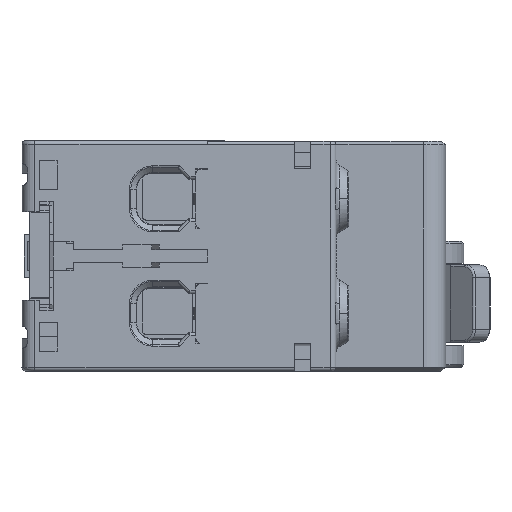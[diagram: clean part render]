
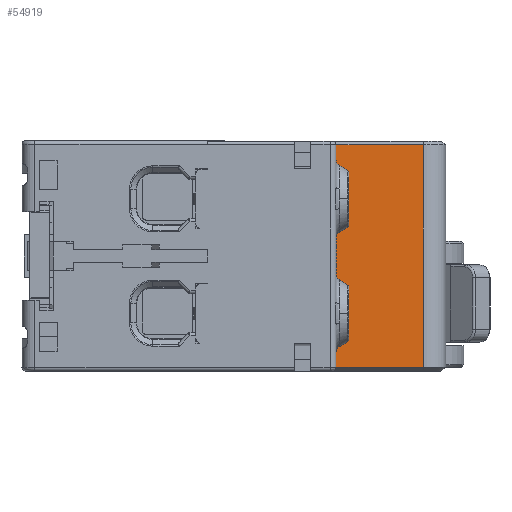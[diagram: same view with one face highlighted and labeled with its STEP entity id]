
A CAD part, left-side view. The second image highlights one B-rep face of the part: STEP entity #54919.
In plain terms, the highlighted planar face has unit normal (-1, 0, 0).
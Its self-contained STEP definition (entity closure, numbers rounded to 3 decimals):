
#15844=DIRECTION('',(0.,0.,1.));
#15845=VECTOR('',#15844,34.67);
#15846=CARTESIAN_POINT('',(21.418,-25.811,
0.539));
#15847=LINE('',#15846,#15845);
#15903=DIRECTION('',(0.,1.,0.));
#15904=VECTOR('',#15903,13.6);
#15905=CARTESIAN_POINT('',(21.418,-25.811,
0.539));
#15906=LINE('',#15905,#15904);
#15907=DIRECTION('',(0.,0.,1.));
#15908=VECTOR('',#15907,34.67);
#15909=CARTESIAN_POINT('',(21.418,-12.211,
0.539));
#15910=LINE('',#15909,#15908);
#15911=DIRECTION('',(0.,-1.,0.));
#15912=VECTOR('',#15911,13.6);
#15913=CARTESIAN_POINT('',(21.418,-12.211,
35.208));
#15914=LINE('',#15913,#15912);
#33048=CARTESIAN_POINT('',(21.418,-12.211,
35.208));
#33050=VERTEX_POINT('',#33048);
#33060=CARTESIAN_POINT('',(21.418,-12.211,
0.539));
#33061=VERTEX_POINT('',#33060);
#33114=CARTESIAN_POINT('',(21.418,-25.811,
0.539));
#33115=VERTEX_POINT('',#33114);
#33116=CARTESIAN_POINT('',(21.418,-25.811,
35.208));
#33117=VERTEX_POINT('',#33116);
#54908=CARTESIAN_POINT('',(21.418,-12.279,
35.989));
#54909=DIRECTION('',(1.,0.,0.));
#54910=DIRECTION('',(0.,-1.,0.));
#54911=AXIS2_PLACEMENT_3D('',#54908,#54909,#54910);
#54912=PLANE('',#54911);
#54913=ORIENTED_EDGE('',*,*,#54825,.F.);
#54914=ORIENTED_EDGE('',*,*,#54851,.T.);
#54915=ORIENTED_EDGE('',*,*,#39234,.T.);
#54916=ORIENTED_EDGE('',*,*,#40179,.T.);
#54917=EDGE_LOOP('',(#54913,#54914,#54915,#54916));
#54918=FACE_OUTER_BOUND('',#54917,.F.);
#54919=ADVANCED_FACE('',(#54918),#54912,.F.);
#39234=EDGE_CURVE('',#33061,#33050,#15910,.T.);
#40179=EDGE_CURVE('',#33050,#33117,#15914,.T.);
#54825=EDGE_CURVE('',#33115,#33117,#15847,.T.);
#54851=EDGE_CURVE('',#33115,#33061,#15906,.T.);
